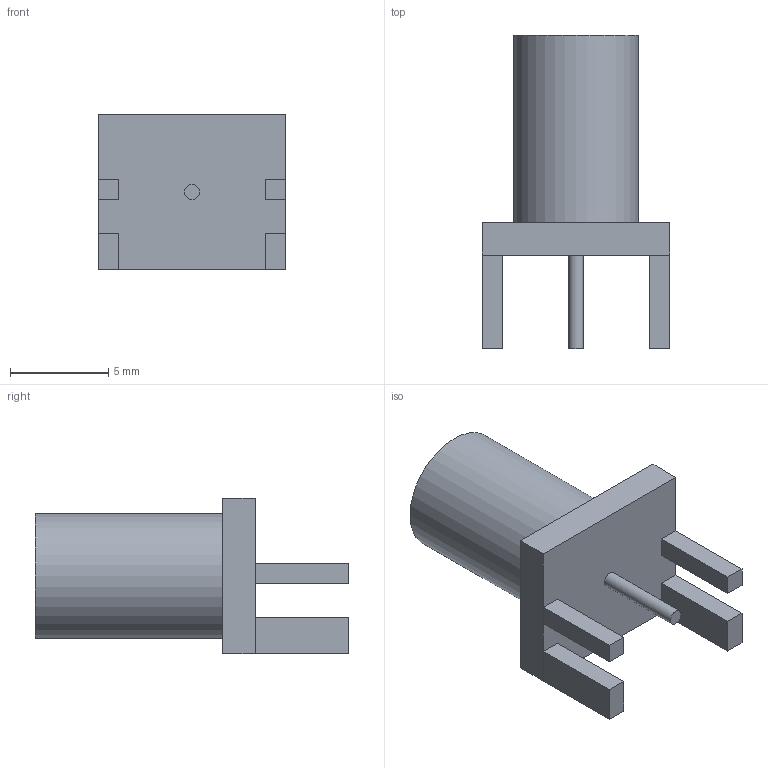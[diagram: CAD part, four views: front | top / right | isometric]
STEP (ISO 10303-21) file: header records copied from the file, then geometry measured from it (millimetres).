
FILE_DESCRIPTION(('FreeCAD Model'),'2;1');
FILE_NAME('SMA_CINCH_142-0701-801.step','2019-03-14T12:38:19',('Author'),(''), 'Open CASCADE STEP processor 7.3','FreeCAD','Unknown');
FILE_SCHEMA(('AUTOMOTIVE_DESIGN { 1 0 10303 214 1 1 1 1 }'));
Length unit declared in the file: millimetre
Products named in the file (1): Body
Bounding box: 9.52 x 15.92 x 7.92 mm (x, y, z)
Volume: 421.5 mm3; surface area: 542.7 mm2
Topology: 1 solids, 1 shells, 34 faces, 74 edges, 46 vertices
Faces by surface type: plane 30, cylinder 4
Full cylindrical faces by diameter (mm): 0.76 x2, 4.6 x1, 6.35 x1
Entity records: 1876 total; most frequent: CARTESIAN_POINT 325, DIRECTION 283, LINE 190, VECTOR 190, ORIENTED_EDGE 148, PCURVE 148, DEFINITIONAL_REPRESENTATION 148, EDGE_CURVE 74
